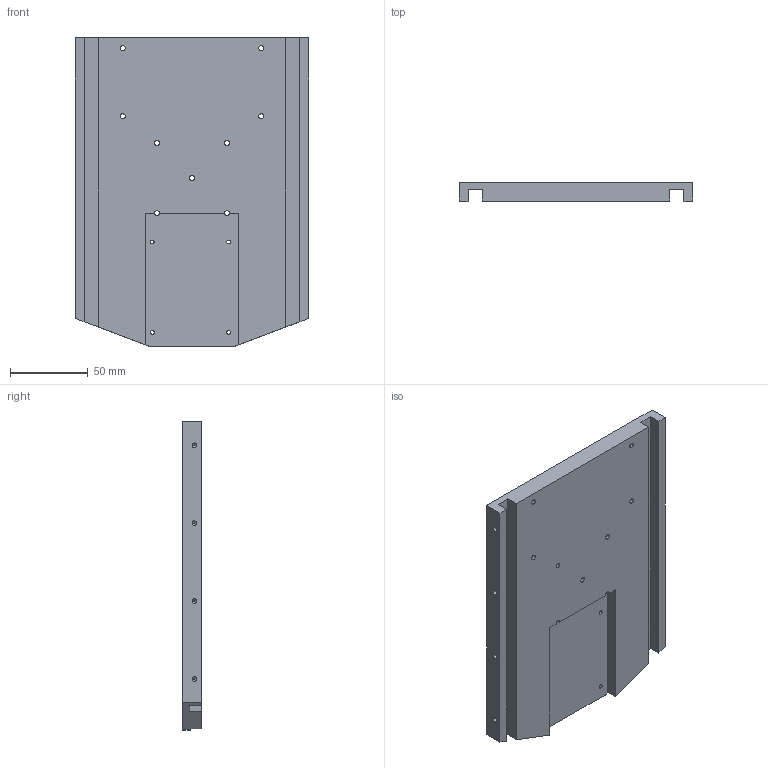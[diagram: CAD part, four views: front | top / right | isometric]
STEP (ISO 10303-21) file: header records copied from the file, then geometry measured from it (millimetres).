
FILE_DESCRIPTION (( 'STEP AP214' ), '1' );
FILE_NAME ('Servo Top Mount.STEP', '2025-04-07T14:22:14', ( '' ), ( '' ), 'SwSTEP 2.0', 'SolidWorks 2022', '' );
FILE_SCHEMA (( 'AUTOMOTIVE_DESIGN' ));
Length unit declared in the file: millimetre
Products named in the file (1): Servo Top Mount
Bounding box: 150 x 12 x 197.78 mm (x, y, z)
Volume: 284240.4 mm3; surface area: 73410.1 mm2
Topology: 1 solids, 1 shells, 82 faces, 230 edges, 148 vertices
Faces by surface type: cylinder 44, plane 22, cone 16
Entity records: 2792 total; most frequent: DIRECTION 504, CARTESIAN_POINT 461, ORIENTED_EDGE 460, EDGE_CURVE 230, AXIS2_PLACEMENT_3D 191, VERTEX_POINT 148, VECTOR 122, EDGE_LOOP 122
